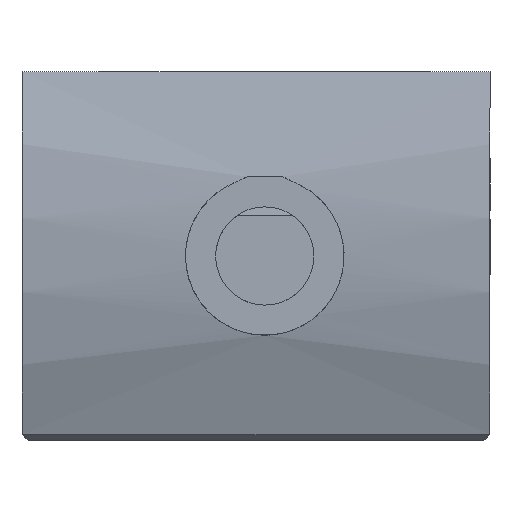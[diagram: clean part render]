
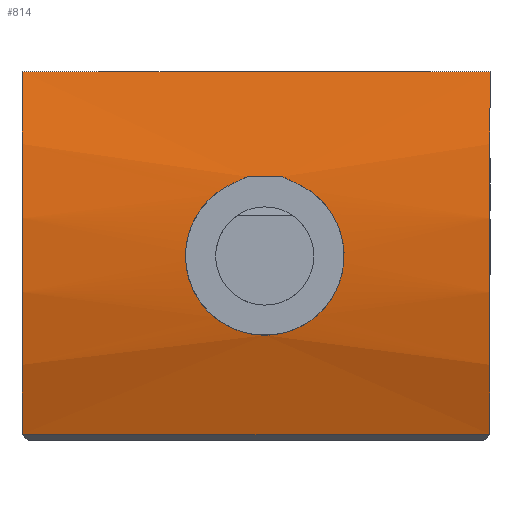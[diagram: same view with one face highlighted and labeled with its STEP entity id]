
A CAD part, front view. The second image highlights one B-rep face of the part: STEP entity #814.
In plain terms, the highlighted cylindrical face has radius 41.25 mm (diameter 82.5 mm), a partial arc.
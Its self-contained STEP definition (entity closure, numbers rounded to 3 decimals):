
#24=FACE_BOUND('',#131,.T.);
#34=B_SPLINE_CURVE_WITH_KNOTS('',3,(#1240,#1241,#1242,#1243,#1244,#1245,
#1246,#1247,#1248,#1249,#1250,#1251,#1252,#1253,#1254,#1255),
 .UNSPECIFIED.,.F.,.F.,(4,2,2,2,2,2,2,4),(2.219,2.436,
2.679,2.922,3.167,3.413,3.656,
3.9),.UNSPECIFIED.);
#35=B_SPLINE_CURVE_WITH_KNOTS('',3,(#1256,#1257,#1258,#1259,#1260,#1261,
#1262,#1263,#1264,#1265,#1266,#1267,#1268,#1269,#1270,#1271),
 .UNSPECIFIED.,.F.,.F.,(4,2,2,2,2,2,2,4),(0.,0.243,0.487,
0.732,0.977,1.22,1.463,1.68),
 .UNSPECIFIED.);
#38=CIRCLE('',#881,41.25);
#39=CIRCLE('',#882,41.25);
#60=CYLINDRICAL_SURFACE('',#879,41.25);
#69=ELLIPSE('',#876,97.606,41.25);
#70=ELLIPSE('',#878,97.606,41.25);
#71=ELLIPSE('',#880,58.336,41.25);
#72=ELLIPSE('',#883,58.336,41.25);
#82=FACE_OUTER_BOUND('',#130,.T.);
#130=EDGE_LOOP('',(#553,#554,#555,#556,#557,#558));
#131=EDGE_LOOP('',(#559,#560,#561,#562,#563));
#185=LINE('',#1208,#267);
#193=LINE('',#1233,#275);
#194=LINE('',#1238,#276);
#267=VECTOR('',#961,10.);
#275=VECTOR('',#983,10.);
#276=VECTOR('',#988,10.);
#349=VERTEX_POINT('',#1206);
#350=VERTEX_POINT('',#1207);
#353=VERTEX_POINT('',#1215);
#355=VERTEX_POINT('',#1221);
#357=VERTEX_POINT('',#1227);
#358=VERTEX_POINT('',#1228);
#359=VERTEX_POINT('',#1230);
#360=VERTEX_POINT('',#1232);
#361=VERTEX_POINT('',#1234);
#362=VERTEX_POINT('',#1236);
#363=VERTEX_POINT('',#1239);
#423=EDGE_CURVE('',#349,#350,#185,.T.);
#427=EDGE_CURVE('',#350,#353,#69,.T.);
#430=EDGE_CURVE('',#355,#349,#70,.T.);
#433=EDGE_CURVE('',#357,#358,#71,.T.);
#434=EDGE_CURVE('',#359,#357,#38,.F.);
#435=EDGE_CURVE('',#360,#359,#193,.T.);
#436=EDGE_CURVE('',#361,#360,#39,.T.);
#437=EDGE_CURVE('',#362,#361,#72,.T.);
#438=EDGE_CURVE('',#358,#362,#194,.T.);
#439=EDGE_CURVE('',#353,#363,#34,.T.);
#440=EDGE_CURVE('',#363,#355,#35,.T.);
#553=ORIENTED_EDGE('',*,*,#433,.F.);
#554=ORIENTED_EDGE('',*,*,#434,.F.);
#555=ORIENTED_EDGE('',*,*,#435,.F.);
#556=ORIENTED_EDGE('',*,*,#436,.F.);
#557=ORIENTED_EDGE('',*,*,#437,.F.);
#558=ORIENTED_EDGE('',*,*,#438,.F.);
#559=ORIENTED_EDGE('',*,*,#430,.T.);
#560=ORIENTED_EDGE('',*,*,#423,.T.);
#561=ORIENTED_EDGE('',*,*,#427,.T.);
#562=ORIENTED_EDGE('',*,*,#439,.T.);
#563=ORIENTED_EDGE('',*,*,#440,.T.);
#814=ADVANCED_FACE('',(#82,#24),#60,.T.);
#876=AXIS2_PLACEMENT_3D('',#1216,#967,#968);
#878=AXIS2_PLACEMENT_3D('',#1222,#973,#974);
#879=AXIS2_PLACEMENT_3D('',#1226,#977,#978);
#880=AXIS2_PLACEMENT_3D('',#1229,#979,#980);
#881=AXIS2_PLACEMENT_3D('',#1231,#981,#982);
#882=AXIS2_PLACEMENT_3D('',#1235,#984,#985);
#883=AXIS2_PLACEMENT_3D('',#1237,#986,#987);
#961=DIRECTION('',(1.,0.,0.));
#967=DIRECTION('center_axis',(0.423,0.,0.906));
#968=DIRECTION('ref_axis',(0.906,0.,-0.423));
#973=DIRECTION('center_axis',(-0.423,0.,
0.906));
#974=DIRECTION('ref_axis',(-0.906,0.,-0.423));
#977=DIRECTION('center_axis',(1.,0.,0.));
#978=DIRECTION('ref_axis',(0.,-0.9,-0.436));
#979=DIRECTION('center_axis',(0.707,0.,-0.707));
#980=DIRECTION('ref_axis',(-0.707,0.,-0.707));
#981=DIRECTION('center_axis',(-1.,0.,0.));
#982=DIRECTION('ref_axis',(0.,-0.9,-0.436));
#983=DIRECTION('',(1.,0.,0.));
#984=DIRECTION('center_axis',(-1.,0.,0.));
#985=DIRECTION('ref_axis',(0.,-0.9,-0.436));
#986=DIRECTION('center_axis',(-0.707,0.,-0.707));
#987=DIRECTION('ref_axis',(0.707,0.,-0.707));
#988=DIRECTION('',(-1.,0.,0.));
#1206=CARTESIAN_POINT('',(-15.83,-36.268,56.137));
#1207=CARTESIAN_POINT('',(-12.97,-36.268,56.137));
#1208=CARTESIAN_POINT('',(-34.15,-36.268,56.137));
#1215=CARTESIAN_POINT('',(-11.674,-36.315,55.533));
#1216=CARTESIAN_POINT('Origin',(-5.572,4.837,52.687));
#1221=CARTESIAN_POINT('',(-17.126,-36.315,55.533));
#1222=CARTESIAN_POINT('Origin',(-23.228,4.837,52.687));
#1226=CARTESIAN_POINT('Origin',(-34.15,4.837,52.687));
#1227=CARTESIAN_POINT('',(3.92,-32.517,35.187));
#1228=CARTESIAN_POINT('',(3.871,-32.494,35.138));
#1229=CARTESIAN_POINT('Origin',(21.42,4.837,52.687));
#1230=CARTESIAN_POINT('',(3.92,-34.629,64.687));
#1231=CARTESIAN_POINT('Origin',(3.92,4.837,52.687));
#1232=CARTESIAN_POINT('',(-34.15,-34.629,64.687));
#1233=CARTESIAN_POINT('',(-34.15,-34.629,64.687));
#1234=CARTESIAN_POINT('',(-34.15,-32.517,35.187));
#1235=CARTESIAN_POINT('Origin',(-34.15,4.837,52.687));
#1236=CARTESIAN_POINT('',(-34.101,-32.494,35.138));
#1237=CARTESIAN_POINT('Origin',(-51.65,4.837,52.687));
#1238=CARTESIAN_POINT('',(-34.15,-32.494,35.138));
#1239=CARTESIAN_POINT('',(-14.4,-35.316,43.237));
#1240=CARTESIAN_POINT('Ctrl Pts',(-11.674,-36.315,55.533));
#1241=CARTESIAN_POINT('Ctrl Pts',(-10.98,-36.337,55.209));
#1242=CARTESIAN_POINT('Ctrl Pts',(-10.349,-36.364,54.758));
#1243=CARTESIAN_POINT('Ctrl Pts',(-9.266,-36.405,53.675));
#1244=CARTESIAN_POINT('Ctrl Pts',(-8.769,-36.42,52.949));
#1245=CARTESIAN_POINT('Ctrl Pts',(-8.111,-36.399,51.359));
#1246=CARTESIAN_POINT('Ctrl Pts',(-7.95,-36.363,50.496));
#1247=CARTESIAN_POINT('Ctrl Pts',(-7.95,-36.244,48.872));
#1248=CARTESIAN_POINT('Ctrl Pts',(-8.114,-36.154,48.006));
#1249=CARTESIAN_POINT('Ctrl Pts',(-8.775,-35.941,46.415));
#1250=CARTESIAN_POINT('Ctrl Pts',(-9.273,-35.819,45.691));
#1251=CARTESIAN_POINT('Ctrl Pts',(-10.417,-35.607,44.551));
#1252=CARTESIAN_POINT('Ctrl Pts',(-11.139,-35.501,44.056));
#1253=CARTESIAN_POINT('Ctrl Pts',(-12.725,-35.355,43.4));
#1254=CARTESIAN_POINT('Ctrl Pts',(-13.588,-35.316,43.237));
#1255=CARTESIAN_POINT('Ctrl Pts',(-14.4,-35.316,43.237));
#1256=CARTESIAN_POINT('Ctrl Pts',(-14.4,-35.316,43.237));
#1257=CARTESIAN_POINT('Ctrl Pts',(-15.212,-35.316,43.237));
#1258=CARTESIAN_POINT('Ctrl Pts',(-16.075,-35.355,43.4));
#1259=CARTESIAN_POINT('Ctrl Pts',(-17.661,-35.501,44.056));
#1260=CARTESIAN_POINT('Ctrl Pts',(-18.383,-35.607,44.551));
#1261=CARTESIAN_POINT('Ctrl Pts',(-19.527,-35.819,45.691));
#1262=CARTESIAN_POINT('Ctrl Pts',(-20.025,-35.941,46.415));
#1263=CARTESIAN_POINT('Ctrl Pts',(-20.686,-36.154,48.006));
#1264=CARTESIAN_POINT('Ctrl Pts',(-20.85,-36.244,48.872));
#1265=CARTESIAN_POINT('Ctrl Pts',(-20.85,-36.363,50.495));
#1266=CARTESIAN_POINT('Ctrl Pts',(-20.689,-36.399,51.358));
#1267=CARTESIAN_POINT('Ctrl Pts',(-20.032,-36.42,52.947));
#1268=CARTESIAN_POINT('Ctrl Pts',(-19.536,-36.405,53.672));
#1269=CARTESIAN_POINT('Ctrl Pts',(-18.453,-36.364,54.757));
#1270=CARTESIAN_POINT('Ctrl Pts',(-17.821,-36.337,55.209));
#1271=CARTESIAN_POINT('Ctrl Pts',(-17.126,-36.315,55.533));
